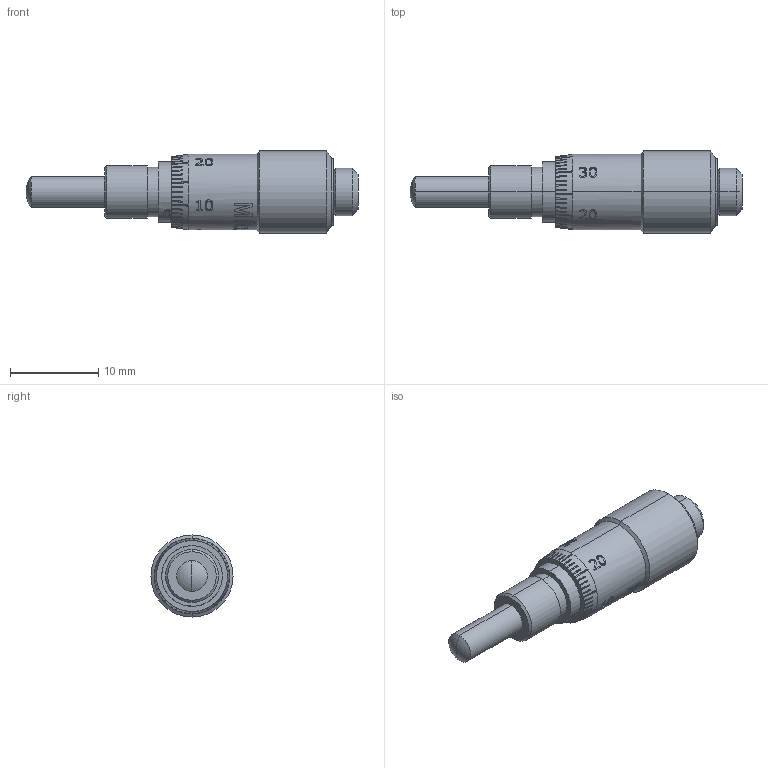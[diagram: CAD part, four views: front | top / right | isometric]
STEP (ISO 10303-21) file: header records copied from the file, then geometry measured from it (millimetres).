
FILE_DESCRIPTION (( 'STEP AP214' ), '1' );
FILE_NAME ('TTN017214-E0W.STEP', '2013-09-04T17:37:34', ( 'Admin' ), ( '' ), 'SwSTEP 2.0', 'SolidWorks 2012', '' );
FILE_SCHEMA (( 'AUTOMOTIVE_DESIGN' ));
Length unit declared in the file: inch
Products named in the file (1): TTN017214-E0W
Bounding box: 37.59 x 9.3 x 9.3 mm (x, y, z)
Volume: 1475.8 mm3; surface area: 1045.5 mm2
Topology: 2 solids, 2 shells, 535 faces, 1463 edges, 966 vertices
Faces by surface type: plane 226, bspline 143, cylinder 91, cone 73, torus 2
Entity records: 35988 total; most frequent: CARTESIAN_POINT 16796, ORIENTED_EDGE 2922, DIRECTION 1954, EDGE_CURVE 1461, VERTEX_POINT 966, AXIS2_PLACEMENT_3D 752, B_SPLINE_CURVE_WITH_KNOTS 652, EDGE_LOOP 571
